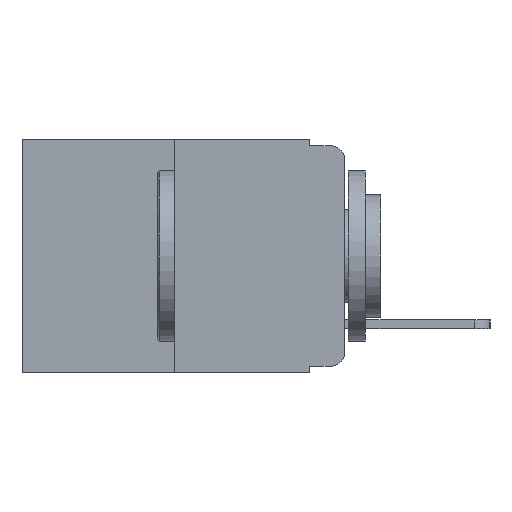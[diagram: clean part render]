
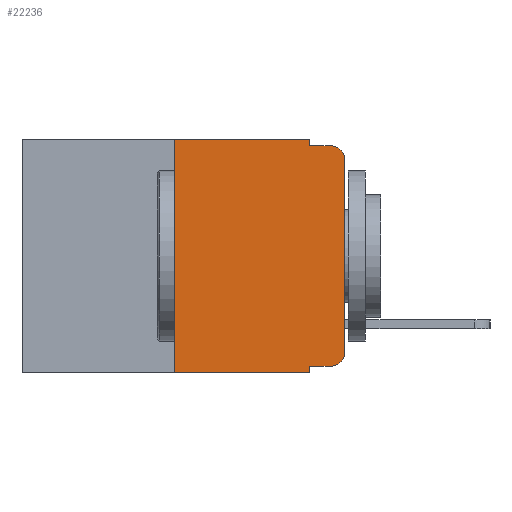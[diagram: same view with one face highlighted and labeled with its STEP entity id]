
A CAD part, left-side view. The second image highlights one B-rep face of the part: STEP entity #22236.
In plain terms, the highlighted planar face has unit normal (-1, 0, 0).
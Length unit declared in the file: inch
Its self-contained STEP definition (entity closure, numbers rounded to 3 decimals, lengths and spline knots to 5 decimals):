
#369 = EDGE_CURVE ( 'NONE', #5623, #18457, #8005, .T. ) ;
#908 = CARTESIAN_POINT ( 'NONE',  ( 0., 0., -0.313 ) ) ;
#914 = CARTESIAN_POINT ( 'NONE',  ( 0., 0.473, 0. ) ) ;
#1056 = CARTESIAN_POINT ( 'NONE',  ( 0., 0.02, -0.01 ) ) ;
#1368 = VECTOR ( 'NONE', #9767, 39.37008 ) ;
#1535 = CARTESIAN_POINT ( 'NONE',  ( 0., 0.051, -0.01 ) ) ;
#2030 = AXIS2_PLACEMENT_3D ( 'NONE', #914, #13413, #2772 ) ;
#2123 = CARTESIAN_POINT ( 'NONE',  ( 0., 0.02, -0.333 ) ) ;
#2250 = VECTOR ( 'NONE', #13529, 39.37008 ) ;
#2772 = DIRECTION ( 'NONE',  ( 0., 0., -1. ) ) ;
#2982 = VECTOR ( 'NONE', #10038, 39.37008 ) ;
#3121 = CARTESIAN_POINT ( 'NONE',  ( 0., 0.051, -0.343 ) ) ;
#3260 = VECTOR ( 'NONE', #3783, 39.37008 ) ;
#3432 = DIRECTION ( 'NONE',  ( -1., 0., 0. ) ) ;
#3728 = AXIS2_PLACEMENT_3D ( 'NONE', #8387, #20647, #10182 ) ;
#3783 = DIRECTION ( 'NONE',  ( 0., -1., 0. ) ) ;
#5623 = VERTEX_POINT ( 'NONE', #8810 ) ;
#6158 = LINE ( 'NONE', #14991, #1368 ) ;
#6915 = LINE ( 'NONE', #21006, #20314 ) ;
#6933 = VECTOR ( 'NONE', #7732, 39.37008 ) ;
#7075 = VERTEX_POINT ( 'NONE', #2123 ) ;
#7481 = LINE ( 'NONE', #16448, #6933 ) ;
#7633 = CARTESIAN_POINT ( 'NONE',  ( 0., 0.25, 0. ) ) ;
#7732 = DIRECTION ( 'NONE',  ( 0., -1., 0. ) ) ;
#7756 = ORIENTED_EDGE ( 'NONE', *, *, #22759, .F. ) ;
#7836 = AXIS2_PLACEMENT_3D ( 'NONE', #14092, #3432, #15817 ) ;
#7976 = DIRECTION ( 'NONE',  ( 0., 0., -1. ) ) ;
#8003 = VERTEX_POINT ( 'NONE', #908 ) ;
#8005 = LINE ( 'NONE', #1535, #3260 ) ;
#8272 = LINE ( 'NONE', #11803, #2982 ) ;
#8387 = CARTESIAN_POINT ( 'NONE',  ( 0., 0.02, -0.03 ) ) ;
#8788 = EDGE_CURVE ( 'NONE', #12902, #18457, #10518, .T. ) ;
#8807 = ORIENTED_EDGE ( 'NONE', *, *, #369, .F. ) ;
#8810 = CARTESIAN_POINT ( 'NONE',  ( 0., 0.051, -0.01 ) ) ;
#8851 = VERTEX_POINT ( 'NONE', #13817 ) ;
#9140 = VECTOR ( 'NONE', #7976, 39.37008 ) ;
#9767 = DIRECTION ( 'NONE',  ( 0., 0., -1. ) ) ;
#10003 = EDGE_CURVE ( 'NONE', #8003, #12902, #8272, .T. ) ;
#10038 = DIRECTION ( 'NONE',  ( 0., 0., 1. ) ) ;
#10182 = DIRECTION ( 'NONE',  ( 0., 0., -1. ) ) ;
#10518 = CIRCLE ( 'NONE', #3728, 0.02 ) ;
#10552 = DIRECTION ( 'NONE',  ( 0., 0., 1. ) ) ;
#10816 = LINE ( 'NONE', #20207, #9140 ) ;
#10871 = EDGE_CURVE ( 'NONE', #7075, #8003, #17534, .T. ) ;
#10894 = ORIENTED_EDGE ( 'NONE', *, *, #10871, .T. ) ;
#11293 = ORIENTED_EDGE ( 'NONE', *, *, #8788, .T. ) ;
#11803 = CARTESIAN_POINT ( 'NONE',  ( 0., 0., 0. ) ) ;
#11961 = ORIENTED_EDGE ( 'NONE', *, *, #10003, .T. ) ;
#12902 = VERTEX_POINT ( 'NONE', #19476 ) ;
#13413 = DIRECTION ( 'NONE',  ( 1., 0., 0. ) ) ;
#13529 = DIRECTION ( 'NONE',  ( 0., -1., 0. ) ) ;
#13817 = CARTESIAN_POINT ( 'NONE',  ( 0., 0.25, -0.343 ) ) ;
#14092 = CARTESIAN_POINT ( 'NONE',  ( 0., 0.02, -0.313 ) ) ;
#14991 = CARTESIAN_POINT ( 'NONE',  ( 0., 0.051, 0. ) ) ;
#14998 = VERTEX_POINT ( 'NONE', #20614 ) ;
#15101 = LINE ( 'NONE', #16469, #15659 ) ;
#15587 = EDGE_CURVE ( 'NONE', #22205, #7075, #18883, .T. ) ;
#15659 = VECTOR ( 'NONE', #19919, 39.37008 ) ;
#15817 = DIRECTION ( 'NONE',  ( 0., 0., -1. ) ) ;
#15850 = VERTEX_POINT ( 'NONE', #3121 ) ;
#16448 = CARTESIAN_POINT ( 'NONE',  ( 0., 0.473, -0.343 ) ) ;
#16469 = CARTESIAN_POINT ( 'NONE',  ( 0., 0.473, 0. ) ) ;
#16809 = PLANE ( 'NONE',  #2030 ) ;
#17534 = CIRCLE ( 'NONE', #7836, 0.02 ) ;
#17879 = EDGE_CURVE ( 'NONE', #22205, #15850, #6158, .T. ) ;
#18457 = VERTEX_POINT ( 'NONE', #1056 ) ;
#18681 = CARTESIAN_POINT ( 'NONE',  ( 0., 0.051, -0.333 ) ) ;
#18728 = ORIENTED_EDGE ( 'NONE', *, *, #19798, .F. ) ;
#18883 = LINE ( 'NONE', #18681, #2250 ) ;
#18906 = ORIENTED_EDGE ( 'NONE', *, *, #21487, .T. ) ;
#19374 = VERTEX_POINT ( 'NONE', #7633 ) ;
#19476 = CARTESIAN_POINT ( 'NONE',  ( 0., 0., -0.03 ) ) ;
#19798 = EDGE_CURVE ( 'NONE', #8851, #19374, #6915, .T. ) ;
#19893 = ORIENTED_EDGE ( 'NONE', *, *, #17879, .F. ) ;
#19919 = DIRECTION ( 'NONE',  ( 0., -1., 0. ) ) ;
#19967 = ORIENTED_EDGE ( 'NONE', *, *, #20974, .F. ) ;
#20160 = CARTESIAN_POINT ( 'NONE',  ( 0., 0.051, -0.333 ) ) ;
#20207 = CARTESIAN_POINT ( 'NONE',  ( 0., 0.051, 0. ) ) ;
#20314 = VECTOR ( 'NONE', #10552, 39.37008 ) ;
#20614 = CARTESIAN_POINT ( 'NONE',  ( 0., 0.051, 0. ) ) ;
#20647 = DIRECTION ( 'NONE',  ( -1., 0., 0. ) ) ;
#20792 = EDGE_LOOP ( 'NONE', ( #11961, #11293, #8807, #19967, #7756, #18728, #18906, #19893, #21033, #10894 ) ) ;
#20974 = EDGE_CURVE ( 'NONE', #14998, #5623, #10816, .T. ) ;
#21006 = CARTESIAN_POINT ( 'NONE',  ( 0., 0.25, 0. ) ) ;
#21033 = ORIENTED_EDGE ( 'NONE', *, *, #15587, .T. ) ;
#21487 = EDGE_CURVE ( 'NONE', #8851, #15850, #7481, .T. ) ;
#21903 = FACE_OUTER_BOUND ( 'NONE', #20792, .T. ) ;
#22205 = VERTEX_POINT ( 'NONE', #20160 ) ;
#22236 = ADVANCED_FACE ( 'NONE', ( #21903 ), #16809, .F. ) ;
#22759 = EDGE_CURVE ( 'NONE', #19374, #14998, #15101, .T. ) ;
